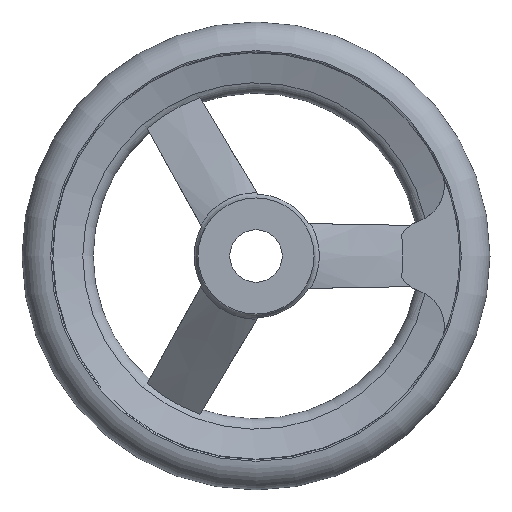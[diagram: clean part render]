
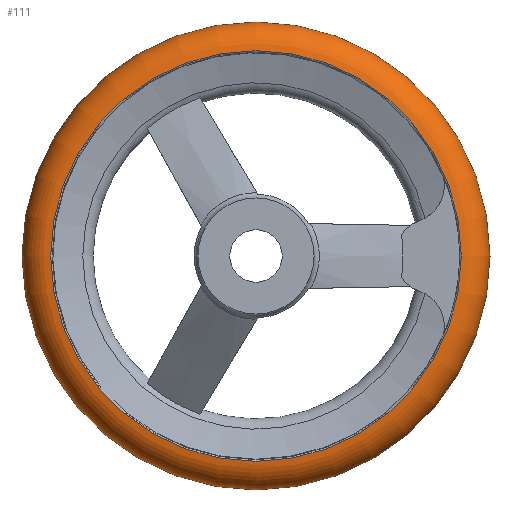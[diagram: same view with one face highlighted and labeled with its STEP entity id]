
A CAD part, front view. The second image highlights one B-rep face of the part: STEP entity #111.
In plain terms, the highlighted toroidal (fillet/blend) face has major radius 54.5 mm and minor radius 8 mm.
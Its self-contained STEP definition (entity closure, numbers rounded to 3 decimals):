
#111 = ADVANCED_FACE( '', ( #244, #245, #246 ), #247, .T. );
#244 = FACE_BOUND( '', #392, .T. );
#245 = FACE_OUTER_BOUND( '', #393, .T. );
#246 = FACE_OUTER_BOUND( '', #394, .T. );
#247 = TOROIDAL_SURFACE( '', #395, 54.5, 8. );
#392 = VERTEX_LOOP( '', #666 );
#393 = EDGE_LOOP( '', ( #667 ) );
#394 = EDGE_LOOP( '', ( #668 ) );
#395 = AXIS2_PLACEMENT_3D( '', #669, #670, #671 );
#666 = VERTEX_POINT( '', #933 );
#667 = ORIENTED_EDGE( '', *, *, #914, .T. );
#668 = ORIENTED_EDGE( '', *, *, #934, .F. );
#669 = CARTESIAN_POINT( '', ( 0., 28., 0. ) );
#670 = DIRECTION( '', ( 0., -1., 0. ) );
#671 = DIRECTION( '', ( 0., 0., -1. ) );
#914 = EDGE_CURVE( '', #1119, #1119, #1120, .T. );
#933 = CARTESIAN_POINT( '', ( 0., 28., -62.5 ) );
#934 = EDGE_CURVE( '', #1145, #1145, #1146, .T. );
#1119 = VERTEX_POINT( '', #1651 );
#1120 = CIRCLE( '', #1652, 54.833 );
#1145 = VERTEX_POINT( '', #1705 );
#1146 = CIRCLE( '', #1706, 54.833 );
#1651 = CARTESIAN_POINT( '', ( 0., 35.993, -54.833 ) );
#1652 = AXIS2_PLACEMENT_3D( '', #1908, #1909, #1910 );
#1705 = CARTESIAN_POINT( '', ( 0., 20.007, -54.833 ) );
#1706 = AXIS2_PLACEMENT_3D( '', #1930, #1931, #1932 );
#1908 = CARTESIAN_POINT( '', ( 0., 35.993, 0. ) );
#1909 = DIRECTION( '', ( 0., -1., 0. ) );
#1910 = DIRECTION( '', ( 0., 0., -1. ) );
#1930 = CARTESIAN_POINT( '', ( 0., 20.007, 0. ) );
#1931 = DIRECTION( '', ( 0., -1., 0. ) );
#1932 = DIRECTION( '', ( 0., 0., -1. ) );
